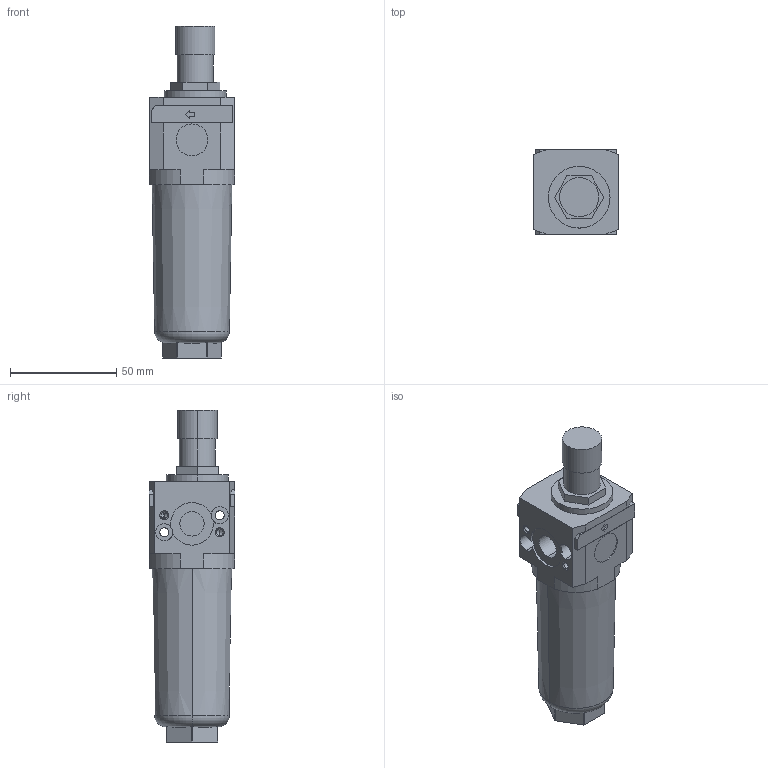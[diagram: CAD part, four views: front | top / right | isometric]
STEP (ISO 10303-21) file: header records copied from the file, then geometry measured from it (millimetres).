
FILE_DESCRIPTION((''),'2;1');
FILE_NAME('17003B_P.stp','2003-06-16T14:37:29',('maffial1'),(''),'Autodesk Inventor 7','Autodesk Inventor 7','');
FILE_SCHEMA(('AUTOMOTIVE_DESIGN { 1 0 10303 214 1 1 1 1 }'));
Length unit declared in the file: millimetre
Products named in the file (1): 17003B_P
Bounding box: 40 x 40 x 156 mm (x, y, z)
Volume: 146013.8 mm3; surface area: 25788.8 mm2
Topology: 1 solids, 3 shells, 168 faces, 422 edges, 268 vertices
Faces by surface type: plane 61, bspline 55, cylinder 40, cone 10, torus 2
Entity records: 5415 total; most frequent: CARTESIAN_POINT 1468, ORIENTED_EDGE 828, DIRECTION 778, EDGE_CURVE 414, VERTEX_POINT 268, VECTOR 266, LINE 266, AXIS2_PLACEMENT_3D 256
